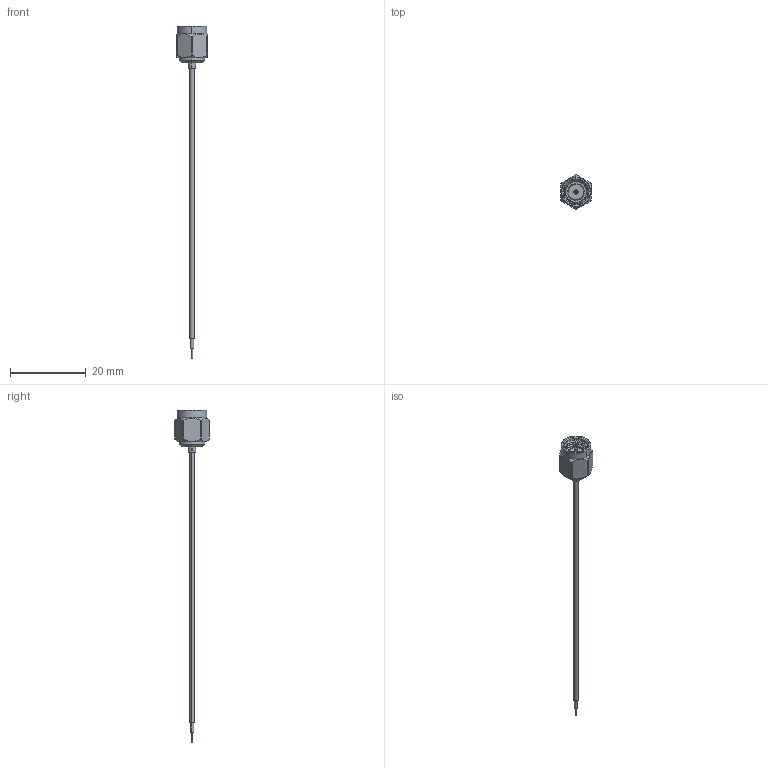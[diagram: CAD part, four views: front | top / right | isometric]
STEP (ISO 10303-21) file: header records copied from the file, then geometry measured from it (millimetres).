
FILE_DESCRIPTION (( 'STEP AP214' ), '1' );
FILE_NAME ('FMCA2390.step', '2021-07-12T16:18:04', ( '' ), ( '' ), 'SwSTEP 2.0', 'SolidWorks 2020', '' );
FILE_SCHEMA (( 'AUTOMOTIVE_DESIGN' ));
Length unit declared in the file: inch
Products named in the file (3): FMCN1738^FMCA2390; FMCA2390; FM-SR047FL^FMCA2390_Trimmed
Assembly tree (2 placements, depth 2):
  FMCA2390
    FM-SR047FL^FMCA2390_Trimmed
    FMCN1738^FMCA2390
Bounding box: 7.94 x 8.99 x 87.4 mm (x, y, z)
Volume: 459.3 mm3; surface area: 810.2 mm2
Topology: 2 solids, 2 shells, 86 faces, 201 edges, 128 vertices
Faces by surface type: cylinder 45, plane 19, cone 17, bspline 5
Entity records: 4799 total; most frequent: CARTESIAN_POINT 2641, ORIENTED_EDGE 402, DIRECTION 391, EDGE_CURVE 201, AXIS2_PLACEMENT_3D 162, VERTEX_POINT 128, EDGE_LOOP 99, ADVANCED_FACE 86
